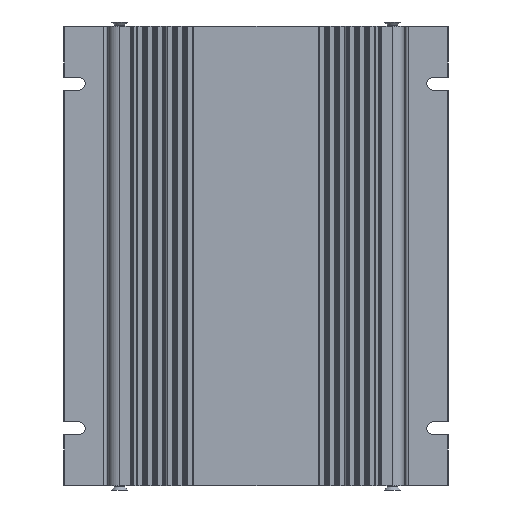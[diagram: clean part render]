
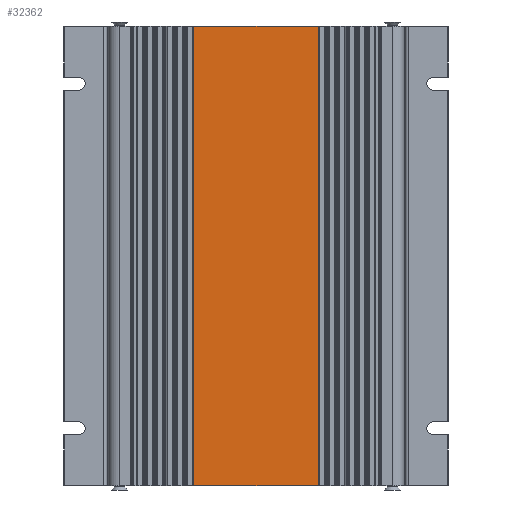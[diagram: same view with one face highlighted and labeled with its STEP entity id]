
A CAD part, front view. The second image highlights one B-rep face of the part: STEP entity #32362.
In plain terms, the highlighted planar face has unit normal (0, -1, 0).
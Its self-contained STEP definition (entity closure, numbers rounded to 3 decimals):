
#13=DIRECTION('',(0.,0.,1.));
#14=DIRECTION('',(1.,0.,-0.));
#79=DIRECTION('',(0.,0.,-1.));
#84=DIRECTION('',(0.707,-0.707,0.));
#88=VECTOR('',#89,1.);
#89=DIRECTION('',(0.,-1.));
#90=( GEOMETRIC_REPRESENTATION_CONTEXT(2) PARAMETRIC_REPRESENTATION_CONTEXT() REPRESENTATION_CONTEXT('2D SPACE',''  ) );
#130=VECTOR('',#13,1.);
#135=VECTOR('',#136,1.);
#136=DIRECTION('',(0.,1.));
#141=DIRECTION('',(0.,-1.,0.));
#155=VECTOR('',#156,1.);
#156=DIRECTION('',(-1.,0.));
#179=VECTOR('',#180,1.);
#180=DIRECTION('',(-1.,0.,0.));
#201=DIRECTION('',(-0.707,-0.707,0.));
#284=DEFINITIONAL_REPRESENTATION('',(#285),#90);
#285=LINE('',#286,#135);
#286=CARTESIAN_POINT('',(7.069,0.));
#18378=DEFINITIONAL_REPRESENTATION('',(#18379),#90);
#18379=LINE('',#286,#88);
#25828=PLANE('',#25829);
#25829=AXIS2_PLACEMENT_3D('',#25830,#13,#14);
#25830=CARTESIAN_POINT('',(-23.274,2.832,80.));
#25862=PLANE('',#25863);
#25863=AXIS2_PLACEMENT_3D('',#25864,#13,#14);
#25864=CARTESIAN_POINT('',(-23.274,2.832,-80.));
#26743=VERTEX_POINT('',#26744);
#26744=CARTESIAN_POINT('',(21.75,0.,80.));
#26752=CYLINDRICAL_SURFACE('',#26753,0.25);
#26753=AXIS2_PLACEMENT_3D('',#26754,#79,#84);
#26754=CARTESIAN_POINT('',(21.75,0.25,0.));
#26761=EDGE_CURVE('',#26762,#26743,#26764,.T.);
#26762=VERTEX_POINT('',#26763);
#26763=CARTESIAN_POINT('',(21.75,0.,-80.));
#26764=SURFACE_CURVE('',#26765,(#26767,#26768),.PCURVE_S1.);
#26765=LINE('',#26766,#130);
#26766=CARTESIAN_POINT('',(21.75,0.,0.));
#26767=PCURVE('',#26752,#18378);
#26768=PCURVE('',#26769,#26772);
#26769=PLANE('',#26770);
#26770=AXIS2_PLACEMENT_3D('',#26771,#141,#79);
#26771=CARTESIAN_POINT('',(0.,0.,0.));
#26772=DEFINITIONAL_REPRESENTATION('',(#26773),#90);
#26773=LINE('',#26774,#155);
#26774=CARTESIAN_POINT('',(0.,21.75));
#29475=EDGE_CURVE('',#26762,#29476,#29478,.T.);
#29476=VERTEX_POINT('',#29477);
#29477=CARTESIAN_POINT('',(-21.75,0.,-80.));
#29478=SURFACE_CURVE('',#29479,(#29481,#29485),.PCURVE_S1.);
#29479=LINE('',#29480,#179);
#29480=CARTESIAN_POINT('',(22.,0.,-80.));
#29481=PCURVE('',#25862,#29482);
#29482=DEFINITIONAL_REPRESENTATION('',(#29483),#90);
#29483=LINE('',#29484,#155);
#29484=CARTESIAN_POINT('',(45.274,-2.832));
#29485=PCURVE('',#26769,#29486);
#29486=DEFINITIONAL_REPRESENTATION('',(#29487),#90);
#29487=LINE('',#29488,#88);
#29488=CARTESIAN_POINT('',(80.,22.));
#29503=CYLINDRICAL_SURFACE('',#29504,0.25);
#29504=AXIS2_PLACEMENT_3D('',#29505,#13,#201);
#29505=CARTESIAN_POINT('',(-21.75,0.25,0.));
#31086=VERTEX_POINT('',#31087);
#31087=CARTESIAN_POINT('',(-21.75,0.,80.));
#31113=EDGE_CURVE('',#29476,#31086,#31114,.T.);
#31114=SURFACE_CURVE('',#31115,(#31117,#31118),.PCURVE_S1.);
#31115=LINE('',#31116,#130);
#31116=CARTESIAN_POINT('',(-21.75,0.,0.));
#31117=PCURVE('',#29503,#284);
#31118=PCURVE('',#26769,#31119);
#31119=DEFINITIONAL_REPRESENTATION('',(#31120),#90);
#31120=LINE('',#31121,#155);
#31121=CARTESIAN_POINT('',(0.,-21.75));
#32362=ADVANCED_FACE('',(#32363),#26769,.T.);
#32363=FACE_BOUND('',#32364,.T.);
#32364=EDGE_LOOP('',(#32365,#32366,#32367,#32368));
#32365=ORIENTED_EDGE('',*,*,#31113,.F.);
#32366=ORIENTED_EDGE('',*,*,#29475,.F.);
#32367=ORIENTED_EDGE('',*,*,#26761,.T.);
#32368=ORIENTED_EDGE('',*,*,#32369,.T.);
#32369=EDGE_CURVE('',#26743,#31086,#32370,.T.);
#32370=SURFACE_CURVE('',#32371,(#32373,#32377),.PCURVE_S1.);
#32371=LINE('',#32372,#179);
#32372=CARTESIAN_POINT('',(-22.,0.,80.));
#32373=PCURVE('',#26769,#32374);
#32374=DEFINITIONAL_REPRESENTATION('',(#32375),#90);
#32375=LINE('',#32376,#88);
#32376=CARTESIAN_POINT('',(-80.,-22.));
#32377=PCURVE('',#25828,#32378);
#32378=DEFINITIONAL_REPRESENTATION('',(#32379),#90);
#32379=LINE('',#32380,#155);
#32380=CARTESIAN_POINT('',(1.274,-2.832));
